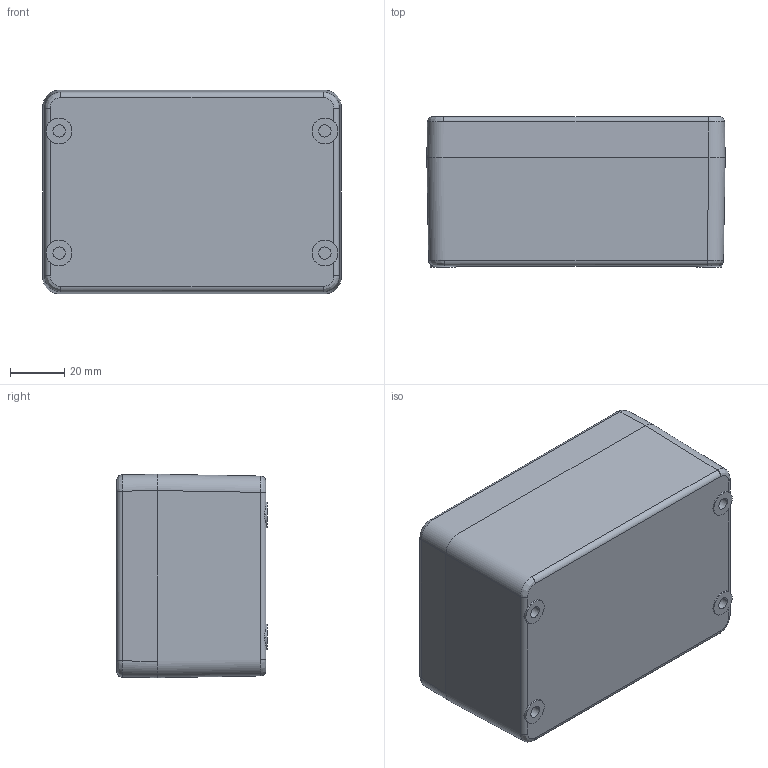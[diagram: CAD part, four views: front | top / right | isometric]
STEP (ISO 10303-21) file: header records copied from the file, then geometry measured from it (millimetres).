
FILE_DESCRIPTION (( 'STEP AP214' ), '1' );
FILE_NAME ('2367-1107-05-00.step', '2023-11-08T08:21:56', ( '' ), ( '' ), 'SwSTEP 2.0', 'SolidWorks 2019', '' );
FILE_SCHEMA (( 'AUTOMOTIVE_DESIGN' ));
Length unit declared in the file: millimetre
Products named in the file (5): 2367-1107-05-00; Unterteil^2367-1107-05-00; DeckelschraubeM4x25; Deckel^2367-1107-05-00
Assembly tree (7 placements, depth 3):
  2367-1107-05-00
    2367-1107-05-00
      Unterteil^2367-1107-05-00
      Deckel^2367-1107-05-00
      DeckelschraubeM4x25  x4
Bounding box: 110 x 55.5 x 75 mm (x, y, z)
Volume: 55625.4 mm3; surface area: 79217.8 mm2
Topology: 1 solids, 16 shells, 537 faces, 1374 edges, 862 vertices
Faces by surface type: plane 205, cylinder 204, cone 92, torus 20, bspline 16
Entity records: 12772 total; most frequent: CARTESIAN_POINT 3940, DIRECTION 1828, ORIENTED_EDGE 1788, EDGE_CURVE 907, AXIS2_PLACEMENT_3D 707, VERTEX_POINT 574, VECTOR 414, LINE 414
